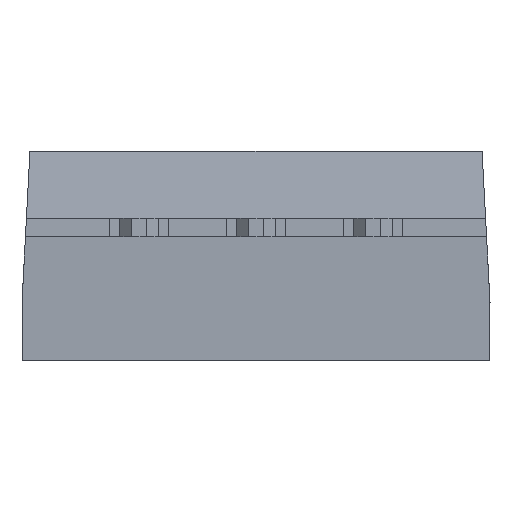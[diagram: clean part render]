
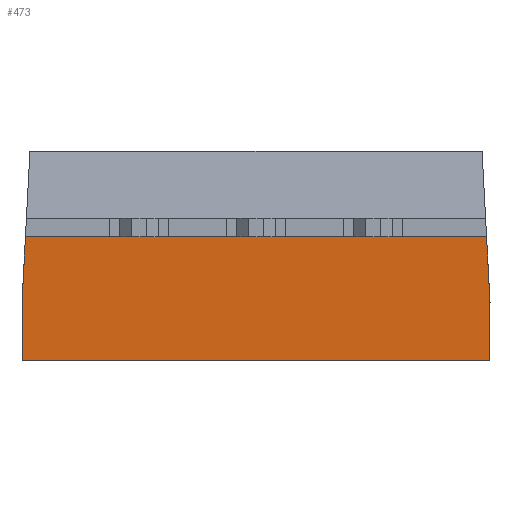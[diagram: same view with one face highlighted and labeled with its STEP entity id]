
A CAD part, front view. The second image highlights one B-rep face of the part: STEP entity #473.
In plain terms, the highlighted planar face has unit normal (0, -0.999, -0.052).
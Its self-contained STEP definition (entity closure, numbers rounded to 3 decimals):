
#85 = LINE ( 'NONE', #1402, #1216 ) ;
#116 = EDGE_CURVE ( 'NONE', #160, #913, #2246, .T. ) ;
#160 = VERTEX_POINT ( 'NONE', #1881 ) ;
#195 = VECTOR ( 'NONE', #201, 1000. ) ;
#201 = DIRECTION ( 'NONE',  ( 1., 0., 0. ) ) ;
#224 = CARTESIAN_POINT ( 'NONE',  ( 4.978, 3.872, -1.334 ) ) ;
#278 = VERTEX_POINT ( 'NONE', #501 ) ;
#367 = CARTESIAN_POINT ( 'NONE',  ( -5.08, 3.9, -1.86 ) ) ;
#371 = VERTEX_POINT ( 'NONE', #1090 ) ;
#444 = CARTESIAN_POINT ( 'NONE',  ( -5.08, 3.9, -1.86 ) ) ;
#473 = ADVANCED_FACE ( 'NONE', ( #2418 ), #723, .F. ) ;
#494 = EDGE_CURVE ( 'NONE', #160, #990, #85, .T. ) ;
#501 = CARTESIAN_POINT ( 'NONE',  ( 5.08, 4.041, -4.55 ) ) ;
#542 = VECTOR ( 'NONE', #1898, 1000. ) ;
#544 = LINE ( 'NONE', #963, #673 ) ;
#559 = DIRECTION ( 'NONE',  ( 0., 0.999, 0.052 ) ) ;
#608 = CARTESIAN_POINT ( 'NONE',  ( 5.08, 3.974, -3.28 ) ) ;
#673 = VECTOR ( 'NONE', #1391, 1000. ) ;
#699 = ORIENTED_EDGE ( 'NONE', *, *, #2094, .T. ) ;
#723 = PLANE ( 'NONE',  #2367 ) ;
#746 = ORIENTED_EDGE ( 'NONE', *, *, #1455, .F. ) ;
#861 = CARTESIAN_POINT ( 'NONE',  ( -5.08, 3.9, -1.86 ) ) ;
#868 = LINE ( 'NONE', #1827, #195 ) ;
#913 = VERTEX_POINT ( 'NONE', #1274 ) ;
#954 = EDGE_CURVE ( 'NONE', #2628, #913, #1564, .T. ) ;
#963 = CARTESIAN_POINT ( 'NONE',  ( 5.08, 3.9, -1.86 ) ) ;
#990 = VERTEX_POINT ( 'NONE', #1245 ) ;
#1090 = CARTESIAN_POINT ( 'NONE',  ( -5.08, 4.041, -4.55 ) ) ;
#1131 = EDGE_LOOP ( 'NONE', ( #2534, #1626, #746, #699, #1998, #2190 ) ) ;
#1200 = DIRECTION ( 'NONE',  ( 0., -0.052, 0.999 ) ) ;
#1216 = VECTOR ( 'NONE', #1625, 1000. ) ;
#1245 = CARTESIAN_POINT ( 'NONE',  ( -5.08, 3.974, -3.28 ) ) ;
#1274 = CARTESIAN_POINT ( 'NONE',  ( 5.006, 3.9, -1.86 ) ) ;
#1391 = DIRECTION ( 'NONE',  ( 0., 0.052, -0.999 ) ) ;
#1402 = CARTESIAN_POINT ( 'NONE',  ( -5.006, 3.9, -1.864 ) ) ;
#1455 = EDGE_CURVE ( 'NONE', #371, #990, #1457, .T. ) ;
#1457 = LINE ( 'NONE', #861, #1655 ) ;
#1488 = DIRECTION ( 'NONE',  ( -0.052, -0.052, 0.997 ) ) ;
#1564 = LINE ( 'NONE', #224, #2053 ) ;
#1625 = DIRECTION ( 'NONE',  ( -0.052, 0.052, -0.997 ) ) ;
#1626 = ORIENTED_EDGE ( 'NONE', *, *, #494, .T. ) ;
#1655 = VECTOR ( 'NONE', #2302, 1000. ) ;
#1827 = CARTESIAN_POINT ( 'NONE',  ( -5.08, 4.041, -4.55 ) ) ;
#1881 = CARTESIAN_POINT ( 'NONE',  ( -5.006, 3.9, -1.86 ) ) ;
#1898 = DIRECTION ( 'NONE',  ( 1., 0., 0. ) ) ;
#1998 = ORIENTED_EDGE ( 'NONE', *, *, #2549, .F. ) ;
#2053 = VECTOR ( 'NONE', #1488, 1000. ) ;
#2094 = EDGE_CURVE ( 'NONE', #371, #278, #868, .T. ) ;
#2190 = ORIENTED_EDGE ( 'NONE', *, *, #954, .T. ) ;
#2246 = LINE ( 'NONE', #444, #542 ) ;
#2302 = DIRECTION ( 'NONE',  ( 0., -0.052, 0.999 ) ) ;
#2367 = AXIS2_PLACEMENT_3D ( 'NONE', #367, #559, #1200 ) ;
#2418 = FACE_OUTER_BOUND ( 'NONE', #1131, .T. ) ;
#2534 = ORIENTED_EDGE ( 'NONE', *, *, #116, .F. ) ;
#2549 = EDGE_CURVE ( 'NONE', #2628, #278, #544, .T. ) ;
#2628 = VERTEX_POINT ( 'NONE', #608 ) ;
